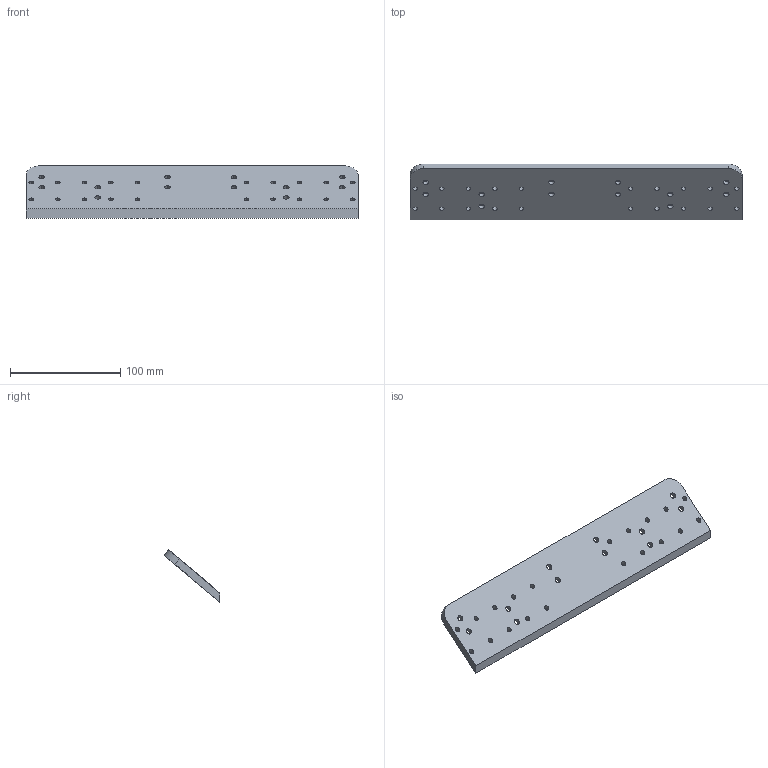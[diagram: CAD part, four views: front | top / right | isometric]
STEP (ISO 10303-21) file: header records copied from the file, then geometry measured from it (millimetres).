
FILE_DESCRIPTION (( 'STEP AP214' ), '1' );
FILE_NAME ('UHMW Wedge_Scrapers.STEP', '2024-06-06T23:57:15', ( '' ), ( '' ), 'SwSTEP 2.0', 'SolidWorks 2023', '' );
FILE_SCHEMA (( 'AUTOMOTIVE_DESIGN' ));
Length unit declared in the file: inch
Products named in the file (1): UHMW Wedge_Scrapers
Bounding box: 301.62 x 50.73 x 47.44 mm (x, y, z)
Volume: 117126 mm3; surface area: 45013.4 mm2
Topology: 1 solids, 1 shells, 98 faces, 264 edges, 168 vertices
Faces by surface type: cylinder 66, cone 24, plane 8
Entity records: 3287 total; most frequent: DIRECTION 618, CARTESIAN_POINT 531, ORIENTED_EDGE 528, EDGE_CURVE 264, AXIS2_PLACEMENT_3D 255, VERTEX_POINT 168, EDGE_LOOP 162, CIRCLE 156
